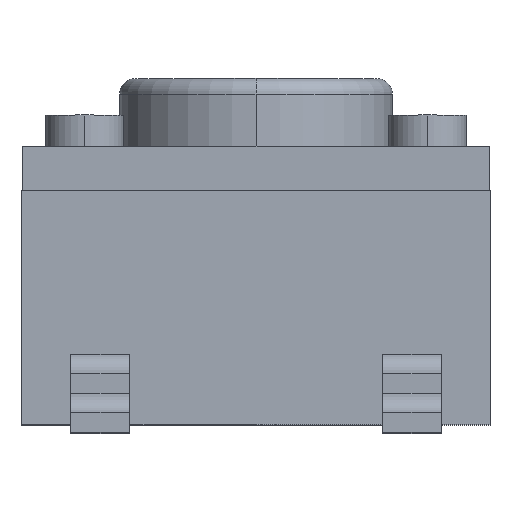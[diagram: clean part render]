
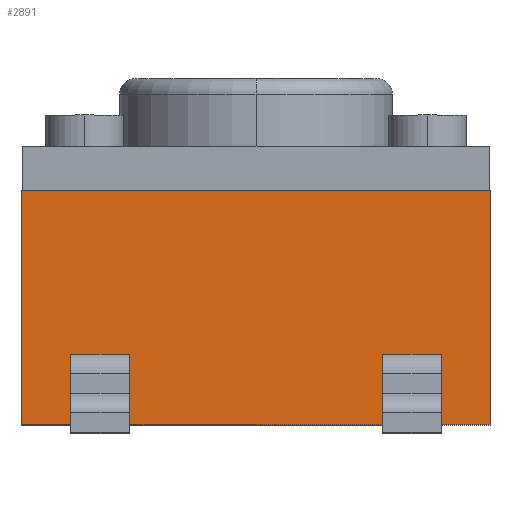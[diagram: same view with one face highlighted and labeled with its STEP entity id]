
A CAD part, top view. The second image highlights one B-rep face of the part: STEP entity #2891.
In plain terms, the highlighted planar face has unit normal (0, 0, 1).
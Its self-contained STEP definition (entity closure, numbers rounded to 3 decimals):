
#1350 = CARTESIAN_POINT ( 'NONE',  ( -1.625, 0.65, 3. ) ) ;
#1366 = CARTESIAN_POINT ( 'NONE',  ( 1.625, 0.9, 3. ) ) ;
#1383 = DIRECTION ( 'NONE',  ( 0., -1., 0. ) ) ;
#1384 = VECTOR ( 'NONE', #1383, 1000. ) ;
#1480 = CARTESIAN_POINT ( 'NONE',  ( 3., 3., 3. ) ) ;
#1481 = LINE ( 'NONE', #1480, #1384 ) ;
#1596 = DIRECTION ( 'NONE',  ( 1., 0., 0. ) ) ;
#1597 = VECTOR ( 'NONE', #1596, 1000. ) ;
#1598 = CARTESIAN_POINT ( 'NONE',  ( -3., 0., 3. ) ) ;
#1599 = LINE ( 'NONE', #1598, #1597 ) ;
#1610 = CARTESIAN_POINT ( 'NONE',  ( 3., 0., 3. ) ) ;
#1845 = LINE ( 'NONE', #1887, #1884 ) ;
#1855 = CARTESIAN_POINT ( 'NONE',  ( -2.375, 0.65, 3. ) ) ;
#1877 = DIRECTION ( 'NONE',  ( -1., 0., 0. ) ) ;
#1878 = VECTOR ( 'NONE', #1877, 1000. ) ;
#1879 = CARTESIAN_POINT ( 'NONE',  ( 2.375, 0.65, 3. ) ) ;
#1880 = LINE ( 'NONE', #1879, #1878 ) ;
#1881 = CARTESIAN_POINT ( 'NONE',  ( 1.625, 0.65, 3. ) ) ;
#1883 = DIRECTION ( 'NONE',  ( 0., -1., 0. ) ) ;
#1884 = VECTOR ( 'NONE', #1883, 1000. ) ;
#1887 = CARTESIAN_POINT ( 'NONE',  ( -3., 3., 3. ) ) ;
#1918 = CARTESIAN_POINT ( 'NONE',  ( 2.375, 0.65, 3. ) ) ;
#1919 = CARTESIAN_POINT ( 'NONE',  ( 1.625, 0.9, 3. ) ) ;
#1928 = DIRECTION ( 'NONE',  ( 0., 1., 0. ) ) ;
#1929 = VECTOR ( 'NONE', #1928, 1000. ) ;
#1930 = DIRECTION ( 'NONE',  ( 0., 1., 0. ) ) ;
#1931 = VECTOR ( 'NONE', #1930, 1000. ) ;
#1934 = CARTESIAN_POINT ( 'NONE',  ( 2.375, 0.9, 3. ) ) ;
#1935 = LINE ( 'NONE', #1934, #1929 ) ;
#1941 = LINE ( 'NONE', #1919, #1931 ) ;
#1951 = DIRECTION ( 'NONE',  ( 1., 0., 0. ) ) ;
#1953 = VECTOR ( 'NONE', #1951, 1000. ) ;
#1954 = CARTESIAN_POINT ( 'NONE',  ( -3., 3., 3. ) ) ;
#1955 = LINE ( 'NONE', #1954, #1953 ) ;
#1961 = DIRECTION ( 'NONE',  ( 0., 1., 0. ) ) ;
#1962 = VECTOR ( 'NONE', #1961, 1000. ) ;
#1963 = CARTESIAN_POINT ( 'NONE',  ( -1.625, 0.9, 3. ) ) ;
#1965 = LINE ( 'NONE', #1963, #1962 ) ;
#1966 = CARTESIAN_POINT ( 'NONE',  ( -3., 0., 3. ) ) ;
#1968 = DIRECTION ( 'NONE',  ( -1., 0., 0. ) ) ;
#1969 = VECTOR ( 'NONE', #1968, 1000. ) ;
#1970 = CARTESIAN_POINT ( 'NONE',  ( 2.375, 0.9, 3. ) ) ;
#1971 = CARTESIAN_POINT ( 'NONE',  ( 2.375, 0.9, 3. ) ) ;
#1973 = LINE ( 'NONE', #1970, #1969 ) ;
#1988 = CARTESIAN_POINT ( 'NONE',  ( -2.375, 0.9, 3. ) ) ;
#1997 = CARTESIAN_POINT ( 'NONE',  ( -3., 3., 3. ) ) ;
#2005 = VECTOR ( 'NONE', #2066, 1000. ) ;
#2006 = CARTESIAN_POINT ( 'NONE',  ( -2.375, 0.9, 3. ) ) ;
#2007 = FACE_OUTER_BOUND ( 'NONE', #2611, .T. ) ;
#2009 = FACE_BOUND ( 'NONE', #2887, .T. ) ;
#2010 = DIRECTION ( 'NONE',  ( 1., 0., 0. ) ) ;
#2011 = VECTOR ( 'NONE', #2010, 1000. ) ;
#2012 = LINE ( 'NONE', #2006, #2005 ) ;
#2016 = FACE_BOUND ( 'NONE', #2686, .T. ) ;
#2017 = DIRECTION ( 'NONE',  ( 1., 0., 0. ) ) ;
#2018 = VECTOR ( 'NONE', #2017, 1000. ) ;
#2019 = CARTESIAN_POINT ( 'NONE',  ( -1.625, 0.9, 3. ) ) ;
#2022 = CARTESIAN_POINT ( 'NONE',  ( -2.375, 0.9, 3. ) ) ;
#2023 = LINE ( 'NONE', #2022, #2011 ) ;
#2035 = CARTESIAN_POINT ( 'NONE',  ( -2.375, 0.65, 3. ) ) ;
#2036 = LINE ( 'NONE', #2035, #2018 ) ;
#2037 = CARTESIAN_POINT ( 'NONE',  ( 3., 3., 3. ) ) ;
#2047 = DIRECTION ( 'NONE',  ( -1., 0., 0. ) ) ;
#2048 = DIRECTION ( 'NONE',  ( 0., 0., -1. ) ) ;
#2049 = CARTESIAN_POINT ( 'NONE',  ( -3., 3., 3. ) ) ;
#2050 = AXIS2_PLACEMENT_3D ( 'NONE', #2049, #2048, #2047 ) ;
#2051 = PLANE ( 'NONE',  #2050 ) ;
#2066 = DIRECTION ( 'NONE',  ( 0., 1., 0. ) ) ;
#2609 = ORIENTED_EDGE ( 'NONE', *, *, #2869, .F. ) ;
#2610 = EDGE_CURVE ( 'NONE', #2875, #2679, #1481, .T. ) ;
#2611 = EDGE_LOOP ( 'NONE', ( #2612, #2613, #2609, #2678 ) ) ;
#2612 = ORIENTED_EDGE ( 'NONE', *, *, #2682, .T. ) ;
#2613 = ORIENTED_EDGE ( 'NONE', *, *, #2610, .F. ) ;
#2616 = VERTEX_POINT ( 'NONE', #1350 ) ;
#2619 = VERTEX_POINT ( 'NONE', #1366 ) ;
#2678 = ORIENTED_EDGE ( 'NONE', *, *, #2829, .T. ) ;
#2679 = VERTEX_POINT ( 'NONE', #1610 ) ;
#2682 = EDGE_CURVE ( 'NONE', #2865, #2679, #1599, .T. ) ;
#2686 = EDGE_LOOP ( 'NONE', ( #2886, #2885, #2884, #2841 ) ) ;
#2821 = VERTEX_POINT ( 'NONE', #1855 ) ;
#2829 = EDGE_CURVE ( 'NONE', #2877, #2865, #1845, .T. ) ;
#2831 = ORIENTED_EDGE ( 'NONE', *, *, #2832, .T. ) ;
#2832 = EDGE_CURVE ( 'NONE', #2840, #2835, #1880, .T. ) ;
#2835 = VERTEX_POINT ( 'NONE', #1881 ) ;
#2839 = ORIENTED_EDGE ( 'NONE', *, *, #2843, .T. ) ;
#2840 = VERTEX_POINT ( 'NONE', #1918 ) ;
#2841 = ORIENTED_EDGE ( 'NONE', *, *, #2859, .F. ) ;
#2843 = EDGE_CURVE ( 'NONE', #2835, #2619, #1941, .T. ) ;
#2845 = ORIENTED_EDGE ( 'NONE', *, *, #2846, .F. ) ;
#2846 = EDGE_CURVE ( 'NONE', #2840, #2856, #1935, .T. ) ;
#2852 = EDGE_CURVE ( 'NONE', #2856, #2619, #1973, .T. ) ;
#2856 = VERTEX_POINT ( 'NONE', #1971 ) ;
#2859 = EDGE_CURVE ( 'NONE', #2616, #2883, #1965, .T. ) ;
#2865 = VERTEX_POINT ( 'NONE', #1966 ) ;
#2869 = EDGE_CURVE ( 'NONE', #2877, #2875, #1955, .T. ) ;
#2875 = VERTEX_POINT ( 'NONE', #2037 ) ;
#2877 = VERTEX_POINT ( 'NONE', #1997 ) ;
#2881 = EDGE_CURVE ( 'NONE', #2821, #2616, #2036, .T. ) ;
#2882 = VERTEX_POINT ( 'NONE', #1988 ) ;
#2883 = VERTEX_POINT ( 'NONE', #2019 ) ;
#2884 = ORIENTED_EDGE ( 'NONE', *, *, #2889, .T. ) ;
#2885 = ORIENTED_EDGE ( 'NONE', *, *, #2890, .T. ) ;
#2886 = ORIENTED_EDGE ( 'NONE', *, *, #2881, .F. ) ;
#2887 = EDGE_LOOP ( 'NONE', ( #2892, #2845, #2831, #2839 ) ) ;
#2889 = EDGE_CURVE ( 'NONE', #2882, #2883, #2023, .T. ) ;
#2890 = EDGE_CURVE ( 'NONE', #2821, #2882, #2012, .T. ) ;
#2891 = ADVANCED_FACE ( 'NONE', ( #2016, #2009, #2007 ), #2051, .F. ) ;
#2892 = ORIENTED_EDGE ( 'NONE', *, *, #2852, .F. ) ;
